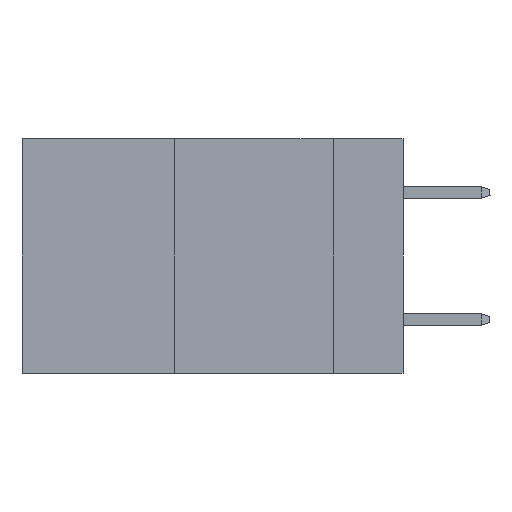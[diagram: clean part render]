
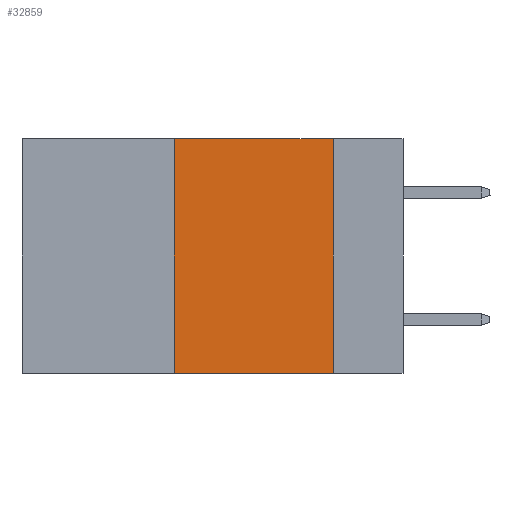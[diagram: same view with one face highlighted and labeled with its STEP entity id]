
A CAD part, left-side view. The second image highlights one B-rep face of the part: STEP entity #32859.
In plain terms, the highlighted planar face has unit normal (-1, 0, 0).
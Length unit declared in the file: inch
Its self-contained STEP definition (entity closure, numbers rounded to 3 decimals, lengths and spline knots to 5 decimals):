
#73 = CARTESIAN_POINT ( 'NONE',  ( 0., 0.6, 0. ) ) ;
#2558 = EDGE_CURVE ( 'NONE', #7833, #18989, #15904, .T. ) ;
#3010 = DIRECTION ( 'NONE',  ( 0., 0., 1. ) ) ;
#7697 = EDGE_CURVE ( 'NONE', #13825, #39954, #37008, .T. ) ;
#7833 = VERTEX_POINT ( 'NONE', #31820 ) ;
#9975 = AXIS2_PLACEMENT_3D ( 'NONE', #73, #25401, #27712 ) ;
#10066 = EDGE_CURVE ( 'NONE', #13825, #7833, #28728, .T. ) ;
#10296 = EDGE_LOOP ( 'NONE', ( #15462, #33162, #36660, #31037 ) ) ;
#13825 = VERTEX_POINT ( 'NONE', #28626 ) ;
#15416 = CARTESIAN_POINT ( 'NONE',  ( 0., 0.6, -0.37 ) ) ;
#15441 = PLANE ( 'NONE',  #9975 ) ;
#15462 = ORIENTED_EDGE ( 'NONE', *, *, #40694, .F. ) ;
#15904 = LINE ( 'NONE', #19006, #16793 ) ;
#16793 = VECTOR ( 'NONE', #31475, 39.37008 ) ;
#17170 = CARTESIAN_POINT ( 'NONE',  ( 0., 0.11, 0. ) ) ;
#18989 = VERTEX_POINT ( 'NONE', #17170 ) ;
#19006 = CARTESIAN_POINT ( 'NONE',  ( 0., 0.6, 0. ) ) ;
#20186 = CARTESIAN_POINT ( 'NONE',  ( 0., 0.11, 0. ) ) ;
#25401 = DIRECTION ( 'NONE',  ( 1., 0., 0. ) ) ;
#27712 = DIRECTION ( 'NONE',  ( 0., 0., -1. ) ) ;
#28626 = CARTESIAN_POINT ( 'NONE',  ( 0., 0.36, -0.37 ) ) ;
#28728 = LINE ( 'NONE', #37463, #37684 ) ;
#30370 = VECTOR ( 'NONE', #40129, 39.37008 ) ;
#31037 = ORIENTED_EDGE ( 'NONE', *, *, #7697, .T. ) ;
#31068 = CARTESIAN_POINT ( 'NONE',  ( 0., 0.11, -0.37 ) ) ;
#31475 = DIRECTION ( 'NONE',  ( 0., -1., 0. ) ) ;
#31820 = CARTESIAN_POINT ( 'NONE',  ( 0., 0.36, 0. ) ) ;
#32307 = VECTOR ( 'NONE', #32849, 39.37008 ) ;
#32849 = DIRECTION ( 'NONE',  ( 0., 0., -1. ) ) ;
#32859 = ADVANCED_FACE ( 'NONE', ( #34762 ), #15441, .F. ) ;
#33162 = ORIENTED_EDGE ( 'NONE', *, *, #2558, .F. ) ;
#34762 = FACE_OUTER_BOUND ( 'NONE', #10296, .T. ) ;
#36660 = ORIENTED_EDGE ( 'NONE', *, *, #10066, .F. ) ;
#37008 = LINE ( 'NONE', #15416, #30370 ) ;
#37463 = CARTESIAN_POINT ( 'NONE',  ( 0., 0.36, 0. ) ) ;
#37684 = VECTOR ( 'NONE', #3010, 39.37008 ) ;
#39261 = LINE ( 'NONE', #20186, #32307 ) ;
#39954 = VERTEX_POINT ( 'NONE', #31068 ) ;
#40129 = DIRECTION ( 'NONE',  ( 0., -1., 0. ) ) ;
#40694 = EDGE_CURVE ( 'NONE', #18989, #39954, #39261, .T. ) ;
